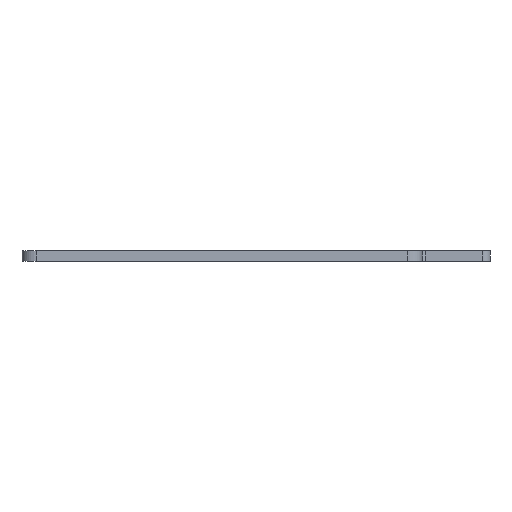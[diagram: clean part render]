
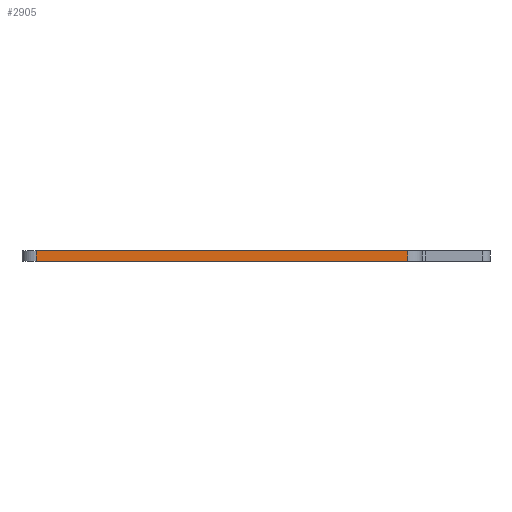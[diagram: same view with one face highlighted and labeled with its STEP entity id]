
A CAD part, left-side view. The second image highlights one B-rep face of the part: STEP entity #2905.
In plain terms, the highlighted planar face has unit normal (-1, 0, 0).
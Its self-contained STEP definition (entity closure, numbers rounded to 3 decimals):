
#811=DIRECTION('',(0.,1.,0.));
#812=VECTOR('',#811,52.);
#813=CARTESIAN_POINT('',(-11.75,-28.,1.5));
#814=LINE('',#813,#812);
#1191=DIRECTION('',(0.,0.,1.));
#1192=VECTOR('',#1191,1.5);
#1193=CARTESIAN_POINT('',(-11.75,-28.,0.));
#1194=LINE('',#1193,#1192);
#1198=DIRECTION('',(0.,1.,0.));
#1199=VECTOR('',#1198,52.);
#1200=CARTESIAN_POINT('',(-11.75,-28.,0.));
#1201=LINE('',#1200,#1199);
#1205=DIRECTION('',(0.,0.,-1.));
#1206=VECTOR('',#1205,1.5);
#1207=CARTESIAN_POINT('',(-11.75,24.,1.5));
#1208=LINE('',#1207,#1206);
#2190=CARTESIAN_POINT('',(-11.75,24.,0.));
#2191=VERTEX_POINT('',#2190);
#2192=CARTESIAN_POINT('',(-11.75,-28.,0.));
#2193=VERTEX_POINT('',#2192);
#2250=CARTESIAN_POINT('',(-11.75,-28.,1.5));
#2251=VERTEX_POINT('',#2250);
#2252=CARTESIAN_POINT('',(-11.75,24.,1.5));
#2253=VERTEX_POINT('',#2252);
#2893=CARTESIAN_POINT('',(-11.75,24.,1.5));
#2894=DIRECTION('',(-1.,0.,0.));
#2895=DIRECTION('',(0.,1.,0.));
#2896=AXIS2_PLACEMENT_3D('',#2893,#2894,#2895);
#2897=PLANE('',#2896);
#2898=ORIENTED_EDGE('',*,*,#2669,.F.);
#2899=ORIENTED_EDGE('',*,*,#2881,.F.);
#2900=ORIENTED_EDGE('',*,*,#2565,.T.);
#2902=ORIENTED_EDGE('',*,*,#2901,.F.);
#2903=EDGE_LOOP('',(#2898,#2899,#2900,#2902));
#2904=FACE_OUTER_BOUND('',#2903,.F.);
#2565=EDGE_CURVE('',#2193,#2191,#1201,.T.);
#2669=EDGE_CURVE('',#2251,#2253,#814,.T.);
#2881=EDGE_CURVE('',#2193,#2251,#1194,.T.);
#2901=EDGE_CURVE('',#2253,#2191,#1208,.T.);
#2905=ADVANCED_FACE('',(#2904),#2897,.T.);
